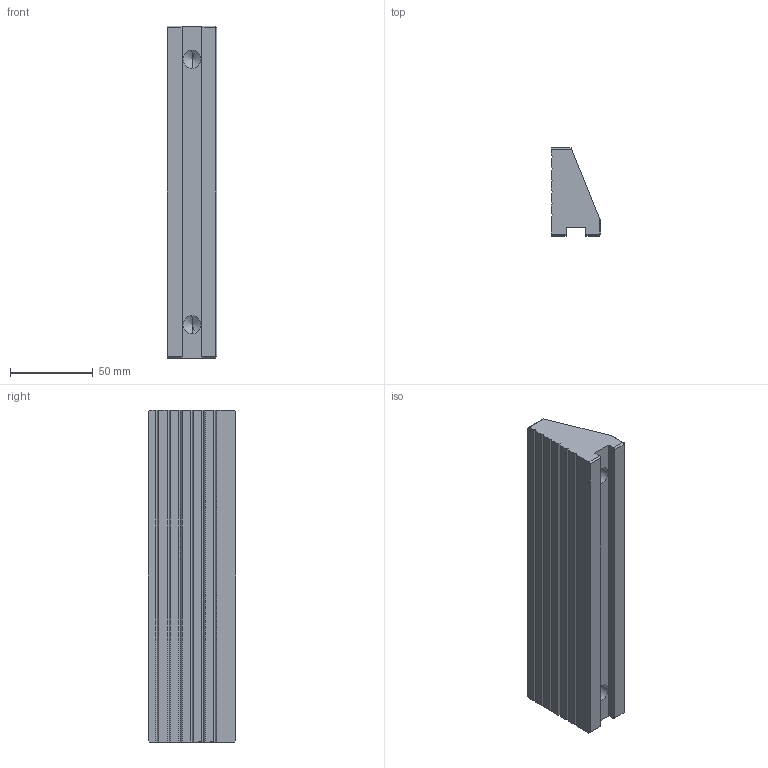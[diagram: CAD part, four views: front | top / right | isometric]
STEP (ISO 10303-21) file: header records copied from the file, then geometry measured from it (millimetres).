
FILE_DESCRIPTION (( 'STEP AP214' ), '1' );
FILE_NAME ('GT853177-02V.STEP', '2021-09-18T02:48:44', ( '' ), ( '' ), 'SwSTEP 2.0', 'SolidWorks 2012', '' );
FILE_SCHEMA (( 'AUTOMOTIVE_DESIGN' ));
Length unit declared in the file: millimetre
Products named in the file (1): GT853177-02V
Bounding box: 30 x 53 x 200 mm (x, y, z)
Volume: 217598.6 mm3; surface area: 37817.7 mm2
Topology: 1 solids, 1 shells, 64 faces, 166 edges, 102 vertices
Faces by surface type: plane 46, cylinder 10, cone 8
Entity records: 1938 total; most frequent: CARTESIAN_POINT 331, ORIENTED_EDGE 316, DIRECTION 304, EDGE_CURVE 158, LINE 138, VECTOR 138, VERTEX_POINT 102, AXIS2_PLACEMENT_3D 83
